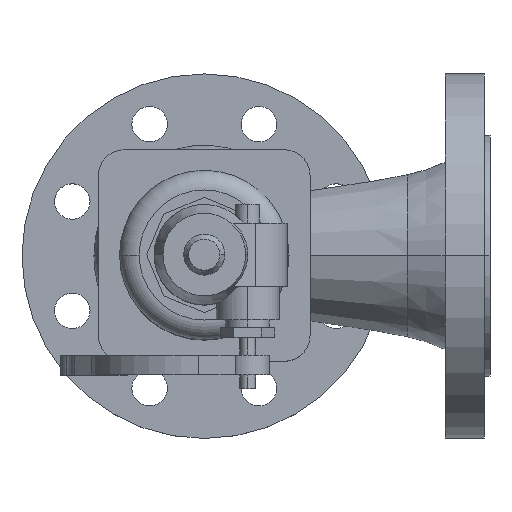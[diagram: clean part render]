
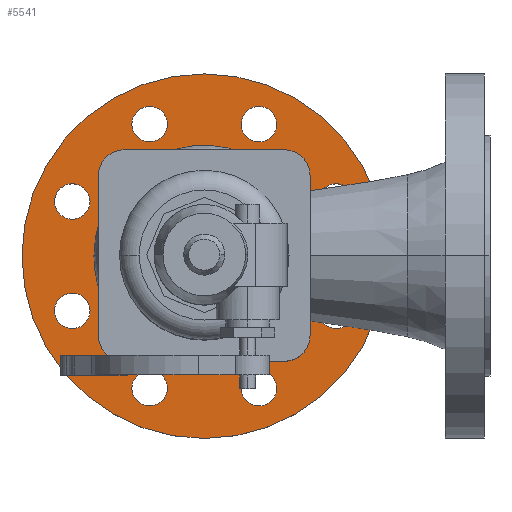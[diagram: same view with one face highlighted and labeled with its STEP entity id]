
A CAD part, top view. The second image highlights one B-rep face of the part: STEP entity #5541.
In plain terms, the highlighted planar face has unit normal (0, 0, 1).
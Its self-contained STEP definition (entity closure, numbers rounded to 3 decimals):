
#1330=CARTESIAN_POINT('',(-92.5,0.,22.8));
#1331=VERTEX_POINT('',#1330);
#1332=CARTESIAN_POINT('',(92.5,-0.,22.8));
#1333=VERTEX_POINT('',#1332);
#1334=CARTESIAN_POINT('',(0.,0.,22.8));
#1335=DIRECTION('',(-0.,-0.,-1.));
#1336=DIRECTION('',(-1.,0.,-0.));
#1337=AXIS2_PLACEMENT_3D('',#1334,#1335,#1336);
#1338=CIRCLE('',#1337,92.5);
#1339=EDGE_CURVE('',#1331,#1333,#1338,.T.);
#1372=CARTESIAN_POINT('',(47.5,0.,22.8));
#1373=VERTEX_POINT('',#1372);
#1374=CARTESIAN_POINT('',(-47.5,0.,22.8));
#1375=VERTEX_POINT('',#1374);
#1376=CARTESIAN_POINT('',(0.,0.,22.8));
#1377=DIRECTION('',(-0.,-0.,-1.));
#1378=DIRECTION('',(-1.,0.,0.));
#1379=AXIS2_PLACEMENT_3D('',#1376,#1377,#1378);
#1380=CIRCLE('',#1379,47.5);
#1381=EDGE_CURVE('',#1373,#1375,#1380,.T.);
#3444=CARTESIAN_POINT('',(75.981,27.745,22.8));
#3445=VERTEX_POINT('',#3444);
#3452=CARTESIAN_POINT('',(57.981,27.745,22.8));
#3453=VERTEX_POINT('',#3452);
#3454=CARTESIAN_POINT('',(66.981,27.745,22.8));
#3455=DIRECTION('',(0.,-0.,-1.));
#3456=DIRECTION('',(1.,0.,0.));
#3457=AXIS2_PLACEMENT_3D('',#3454,#3455,#3456);
#3458=CIRCLE('',#3457,9.);
#3459=EDGE_CURVE('',#3453,#3445,#3458,.T.);
#3486=CARTESIAN_POINT('',(57.981,-27.745,22.8));
#3487=VERTEX_POINT('',#3486);
#3494=CARTESIAN_POINT('',(75.981,-27.745,22.8));
#3495=VERTEX_POINT('',#3494);
#3496=CARTESIAN_POINT('',(66.981,-27.745,22.8));
#3497=DIRECTION('',(0.,-0.,-1.));
#3498=DIRECTION('',(1.,0.,0.));
#3499=AXIS2_PLACEMENT_3D('',#3496,#3497,#3498);
#3500=CIRCLE('',#3499,9.);
#3501=EDGE_CURVE('',#3495,#3487,#3500,.T.);
#3517=CARTESIAN_POINT('',(18.745,-66.981,22.8));
#3518=VERTEX_POINT('',#3517);
#3519=CARTESIAN_POINT('',(36.745,-66.981,22.8));
#3520=VERTEX_POINT('',#3519);
#3521=CARTESIAN_POINT('',(27.745,-66.981,22.8));
#3522=DIRECTION('',(0.,-0.,-1.));
#3523=DIRECTION('',(1.,0.,0.));
#3524=AXIS2_PLACEMENT_3D('',#3521,#3522,#3523);
#3525=CIRCLE('',#3524,9.);
#3526=EDGE_CURVE('',#3518,#3520,#3525,.T.);
#3570=CARTESIAN_POINT('',(-36.745,-66.981,22.8));
#3571=VERTEX_POINT('',#3570);
#3578=CARTESIAN_POINT('',(-18.745,-66.981,22.8));
#3579=VERTEX_POINT('',#3578);
#3580=CARTESIAN_POINT('',(-27.745,-66.981,22.8));
#3581=DIRECTION('',(0.,-0.,-1.));
#3582=DIRECTION('',(1.,0.,0.));
#3583=AXIS2_PLACEMENT_3D('',#3580,#3581,#3582);
#3584=CIRCLE('',#3583,9.);
#3585=EDGE_CURVE('',#3579,#3571,#3584,.T.);
#3612=CARTESIAN_POINT('',(-75.981,-27.745,22.8));
#3613=VERTEX_POINT('',#3612);
#3620=CARTESIAN_POINT('',(-57.981,-27.745,22.8));
#3621=VERTEX_POINT('',#3620);
#3622=CARTESIAN_POINT('',(-66.981,-27.745,22.8));
#3623=DIRECTION('',(0.,-0.,-1.));
#3624=DIRECTION('',(1.,0.,0.));
#3625=AXIS2_PLACEMENT_3D('',#3622,#3623,#3624);
#3626=CIRCLE('',#3625,9.);
#3627=EDGE_CURVE('',#3621,#3613,#3626,.T.);
#3654=CARTESIAN_POINT('',(-75.981,27.745,22.8));
#3655=VERTEX_POINT('',#3654);
#3662=CARTESIAN_POINT('',(-57.981,27.745,22.8));
#3663=VERTEX_POINT('',#3662);
#3664=CARTESIAN_POINT('',(-66.981,27.745,22.8));
#3665=DIRECTION('',(0.,-0.,-1.));
#3666=DIRECTION('',(1.,0.,0.));
#3667=AXIS2_PLACEMENT_3D('',#3664,#3665,#3666);
#3668=CIRCLE('',#3667,9.);
#3669=EDGE_CURVE('',#3663,#3655,#3668,.T.);
#3696=CARTESIAN_POINT('',(-36.745,66.981,22.8));
#3697=VERTEX_POINT('',#3696);
#3704=CARTESIAN_POINT('',(-18.745,66.981,22.8));
#3705=VERTEX_POINT('',#3704);
#3706=CARTESIAN_POINT('',(-27.745,66.981,22.8));
#3707=DIRECTION('',(0.,-0.,-1.));
#3708=DIRECTION('',(1.,0.,0.));
#3709=AXIS2_PLACEMENT_3D('',#3706,#3707,#3708);
#3710=CIRCLE('',#3709,9.);
#3711=EDGE_CURVE('',#3705,#3697,#3710,.T.);
#3727=CARTESIAN_POINT('',(36.745,66.981,22.8));
#3728=VERTEX_POINT('',#3727);
#3729=CARTESIAN_POINT('',(18.745,66.981,22.8));
#3730=VERTEX_POINT('',#3729);
#3731=CARTESIAN_POINT('',(27.745,66.981,22.8));
#3732=DIRECTION('',(0.,-0.,-1.));
#3733=DIRECTION('',(1.,0.,0.));
#3734=AXIS2_PLACEMENT_3D('',#3731,#3732,#3733);
#3735=CIRCLE('',#3734,9.);
#3736=EDGE_CURVE('',#3728,#3730,#3735,.T.);
#5436=CARTESIAN_POINT('',(-70.,0.,22.8));
#5437=DIRECTION('',(0.,0.,1.));
#5438=DIRECTION('',(1.,-0.,0.));
#5439=AXIS2_PLACEMENT_3D('',#5436,#5437,#5438);
#5440=PLANE('',#5439);
#5441=ORIENTED_EDGE('',*,*,#3736,.T.);
#5442=CARTESIAN_POINT('',(27.745,66.981,22.8));
#5443=DIRECTION('',(0.,-0.,-1.));
#5444=DIRECTION('',(1.,0.,0.));
#5445=AXIS2_PLACEMENT_3D('',#5442,#5443,#5444);
#5446=CIRCLE('',#5445,9.);
#5447=EDGE_CURVE('',#3730,#3728,#5446,.T.);
#5448=ORIENTED_EDGE('',*,*,#5447,.T.);
#5449=EDGE_LOOP('',(#5441,#5448));
#5450=FACE_BOUND('',#5449,.T.);
#5451=CARTESIAN_POINT('',(-27.745,66.981,22.8));
#5452=DIRECTION('',(0.,-0.,-1.));
#5453=DIRECTION('',(1.,0.,0.));
#5454=AXIS2_PLACEMENT_3D('',#5451,#5452,#5453);
#5455=CIRCLE('',#5454,9.);
#5456=EDGE_CURVE('',#3697,#3705,#5455,.T.);
#5457=ORIENTED_EDGE('',*,*,#5456,.T.);
#5458=ORIENTED_EDGE('',*,*,#3711,.T.);
#5459=EDGE_LOOP('',(#5457,#5458));
#5460=FACE_BOUND('',#5459,.T.);
#5461=ORIENTED_EDGE('',*,*,#3669,.T.);
#5462=CARTESIAN_POINT('',(-66.981,27.745,22.8));
#5463=DIRECTION('',(0.,-0.,-1.));
#5464=DIRECTION('',(1.,0.,0.));
#5465=AXIS2_PLACEMENT_3D('',#5462,#5463,#5464);
#5466=CIRCLE('',#5465,9.);
#5467=EDGE_CURVE('',#3655,#3663,#5466,.T.);
#5468=ORIENTED_EDGE('',*,*,#5467,.T.);
#5469=EDGE_LOOP('',(#5461,#5468));
#5470=FACE_BOUND('',#5469,.T.);
#5471=ORIENTED_EDGE('',*,*,#3627,.T.);
#5472=CARTESIAN_POINT('',(-66.981,-27.745,22.8));
#5473=DIRECTION('',(0.,-0.,-1.));
#5474=DIRECTION('',(1.,0.,0.));
#5475=AXIS2_PLACEMENT_3D('',#5472,#5473,#5474);
#5476=CIRCLE('',#5475,9.);
#5477=EDGE_CURVE('',#3613,#3621,#5476,.T.);
#5478=ORIENTED_EDGE('',*,*,#5477,.T.);
#5479=EDGE_LOOP('',(#5471,#5478));
#5480=FACE_BOUND('',#5479,.T.);
#5481=CARTESIAN_POINT('',(-27.745,-66.981,22.8));
#5482=DIRECTION('',(0.,-0.,-1.));
#5483=DIRECTION('',(1.,0.,0.));
#5484=AXIS2_PLACEMENT_3D('',#5481,#5482,#5483);
#5485=CIRCLE('',#5484,9.);
#5486=EDGE_CURVE('',#3571,#3579,#5485,.T.);
#5487=ORIENTED_EDGE('',*,*,#5486,.T.);
#5488=ORIENTED_EDGE('',*,*,#3585,.T.);
#5489=EDGE_LOOP('',(#5487,#5488));
#5490=FACE_BOUND('',#5489,.T.);
#5491=ORIENTED_EDGE('',*,*,#3526,.T.);
#5492=CARTESIAN_POINT('',(27.745,-66.981,22.8));
#5493=DIRECTION('',(0.,-0.,-1.));
#5494=DIRECTION('',(1.,0.,0.));
#5495=AXIS2_PLACEMENT_3D('',#5492,#5493,#5494);
#5496=CIRCLE('',#5495,9.);
#5497=EDGE_CURVE('',#3520,#3518,#5496,.T.);
#5498=ORIENTED_EDGE('',*,*,#5497,.T.);
#5499=EDGE_LOOP('',(#5491,#5498));
#5500=FACE_BOUND('',#5499,.T.);
#5501=CARTESIAN_POINT('',(66.981,-27.745,22.8));
#5502=DIRECTION('',(0.,-0.,-1.));
#5503=DIRECTION('',(1.,0.,0.));
#5504=AXIS2_PLACEMENT_3D('',#5501,#5502,#5503);
#5505=CIRCLE('',#5504,9.);
#5506=EDGE_CURVE('',#3487,#3495,#5505,.T.);
#5507=ORIENTED_EDGE('',*,*,#5506,.T.);
#5508=ORIENTED_EDGE('',*,*,#3501,.T.);
#5509=EDGE_LOOP('',(#5507,#5508));
#5510=FACE_BOUND('',#5509,.T.);
#5511=ORIENTED_EDGE('',*,*,#3459,.T.);
#5512=CARTESIAN_POINT('',(66.981,27.745,22.8));
#5513=DIRECTION('',(0.,-0.,-1.));
#5514=DIRECTION('',(1.,0.,0.));
#5515=AXIS2_PLACEMENT_3D('',#5512,#5513,#5514);
#5516=CIRCLE('',#5515,9.);
#5517=EDGE_CURVE('',#3445,#3453,#5516,.T.);
#5518=ORIENTED_EDGE('',*,*,#5517,.T.);
#5519=EDGE_LOOP('',(#5511,#5518));
#5520=FACE_BOUND('',#5519,.T.);
#5521=ORIENTED_EDGE('',*,*,#1381,.T.);
#5522=CARTESIAN_POINT('',(0.,0.,22.8));
#5523=DIRECTION('',(-0.,-0.,-1.));
#5524=DIRECTION('',(-1.,0.,0.));
#5525=AXIS2_PLACEMENT_3D('',#5522,#5523,#5524);
#5526=CIRCLE('',#5525,47.5);
#5527=EDGE_CURVE('',#1375,#1373,#5526,.T.);
#5528=ORIENTED_EDGE('',*,*,#5527,.T.);
#5529=EDGE_LOOP('',(#5521,#5528));
#5530=FACE_BOUND('',#5529,.T.);
#5531=ORIENTED_EDGE('',*,*,#1339,.F.);
#5532=CARTESIAN_POINT('',(0.,0.,22.8));
#5533=DIRECTION('',(-0.,-0.,-1.));
#5534=DIRECTION('',(-1.,0.,-0.));
#5535=AXIS2_PLACEMENT_3D('',#5532,#5533,#5534);
#5536=CIRCLE('',#5535,92.5);
#5537=EDGE_CURVE('',#1333,#1331,#5536,.T.);
#5538=ORIENTED_EDGE('',*,*,#5537,.F.);
#5539=EDGE_LOOP('',(#5531,#5538));
#5540=FACE_BOUND('',#5539,.T.);
#5541=ADVANCED_FACE('',(#5450,#5460,#5470,#5480,#5490,#5500,#5510,#5520,#5530,#5540),#5440,.T.);
